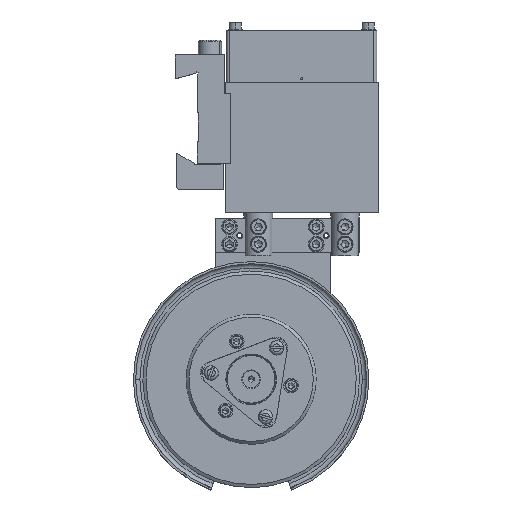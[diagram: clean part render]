
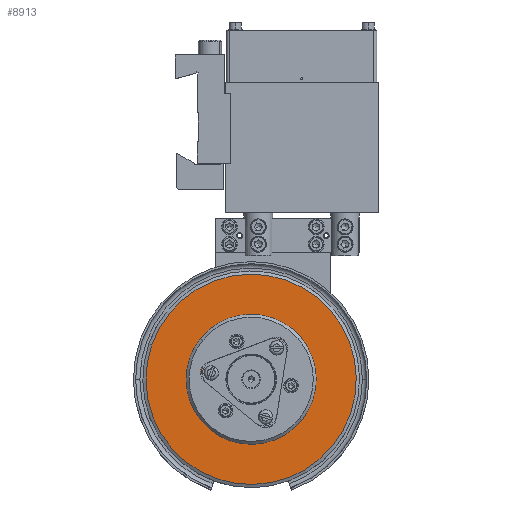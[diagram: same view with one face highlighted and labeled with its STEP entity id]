
A CAD part, top view. The second image highlights one B-rep face of the part: STEP entity #8913.
In plain terms, the highlighted planar face has unit normal (0, 0, 1).
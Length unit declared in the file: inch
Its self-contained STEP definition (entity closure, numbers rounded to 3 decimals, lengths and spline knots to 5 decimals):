
#122 = ORIENTED_EDGE ( 'NONE', *, *, #5849, .T. ) ;
#972 = DIRECTION ( 'NONE',  ( 0., 0., 1. ) ) ;
#1167 = DIRECTION ( 'NONE',  ( 0.945, -0.327, 0. ) ) ;
#1809 = DIRECTION ( 'NONE',  ( 0.945, -0.327, 0. ) ) ;
#1969 = DIRECTION ( 'NONE',  ( 0., 0., 1. ) ) ;
#2748 = AXIS2_PLACEMENT_3D ( 'NONE', #23690, #972, #9214 ) ;
#3473 = EDGE_LOOP ( 'NONE', ( #22615, #7566 ) ) ;
#3554 = EDGE_CURVE ( 'NONE', #8436, #21028, #14503, .T. ) ;
#3751 = CARTESIAN_POINT ( 'NONE',  ( -1.37796, -6.31874, 0.02559 ) ) ;
#4575 = DIRECTION ( 'NONE',  ( -0.945, 0.327, 0. ) ) ;
#5849 = EDGE_CURVE ( 'NONE', #20872, #10278, #8387, .T. ) ;
#6067 = DIRECTION ( 'NONE',  ( 0., 0., 1. ) ) ;
#7431 = CIRCLE ( 'NONE', #8755, 1.37795 ) ;
#7566 = ORIENTED_EDGE ( 'NONE', *, *, #21428, .F. ) ;
#8387 = CIRCLE ( 'NONE', #11862, 2.86516 ) ;
#8436 = VERTEX_POINT ( 'NONE', #10977 ) ;
#8755 = AXIS2_PLACEMENT_3D ( 'NONE', #16345, #20031, #1167 ) ;
#8913 = ADVANCED_FACE ( 'NONE', ( #10881, #23295 ), #25336, .F. ) ;
#9214 = DIRECTION ( 'NONE',  ( 0.945, -0.327, 0. ) ) ;
#10182 = CARTESIAN_POINT ( 'NONE',  ( -1.37796, -6.31874, 0.02559 ) ) ;
#10278 = VERTEX_POINT ( 'NONE', #26501 ) ;
#10314 = DIRECTION ( 'NONE',  ( 0.945, -0.327, 0. ) ) ;
#10881 = FACE_BOUND ( 'NONE', #3473, .T. ) ;
#10977 = CARTESIAN_POINT ( 'NONE',  ( -0.07553, -6.76869, 0.02559 ) ) ;
#11862 = AXIS2_PLACEMENT_3D ( 'NONE', #3751, #6067, #1809 ) ;
#12279 = AXIS2_PLACEMENT_3D ( 'NONE', #14976, #25073, #4575 ) ;
#14503 = CIRCLE ( 'NONE', #2748, 1.37795 ) ;
#14976 = CARTESIAN_POINT ( 'NONE',  ( -0.44239, -3.61063, 0.02559 ) ) ;
#15400 = EDGE_CURVE ( 'NONE', #10278, #20872, #15938, .T. ) ;
#15938 = CIRCLE ( 'NONE', #26806, 2.86516 ) ;
#16149 = ORIENTED_EDGE ( 'NONE', *, *, #15400, .T. ) ;
#16345 = CARTESIAN_POINT ( 'NONE',  ( -1.37796, -6.31874, 0.02559 ) ) ;
#16948 = CARTESIAN_POINT ( 'NONE',  ( 1.33016, -7.2543, 0.02559 ) ) ;
#19537 = CARTESIAN_POINT ( 'NONE',  ( -2.68038, -5.8688, 0.02559 ) ) ;
#20031 = DIRECTION ( 'NONE',  ( 0., 0., 1. ) ) ;
#20872 = VERTEX_POINT ( 'NONE', #16948 ) ;
#21028 = VERTEX_POINT ( 'NONE', #19537 ) ;
#21374 = EDGE_LOOP ( 'NONE', ( #16149, #122 ) ) ;
#21428 = EDGE_CURVE ( 'NONE', #21028, #8436, #7431, .T. ) ;
#22615 = ORIENTED_EDGE ( 'NONE', *, *, #3554, .F. ) ;
#23295 = FACE_OUTER_BOUND ( 'NONE', #21374, .T. ) ;
#23690 = CARTESIAN_POINT ( 'NONE',  ( -1.37796, -6.31874, 0.02559 ) ) ;
#25073 = DIRECTION ( 'NONE',  ( 0., 0., -1. ) ) ;
#25336 = PLANE ( 'NONE',  #12279 ) ;
#26501 = CARTESIAN_POINT ( 'NONE',  ( -4.08607, -5.38318, 0.02559 ) ) ;
#26806 = AXIS2_PLACEMENT_3D ( 'NONE', #10182, #1969, #10314 ) ;
